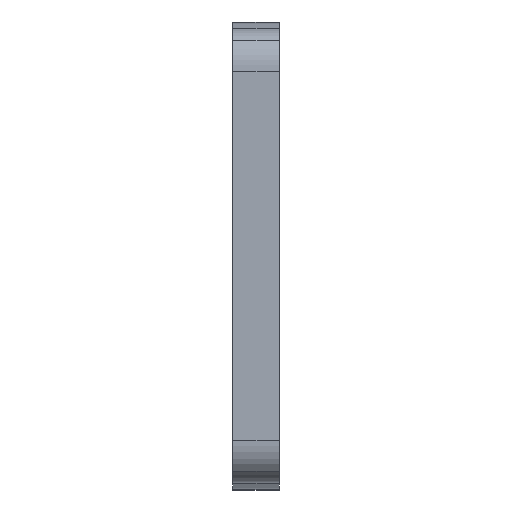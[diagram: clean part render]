
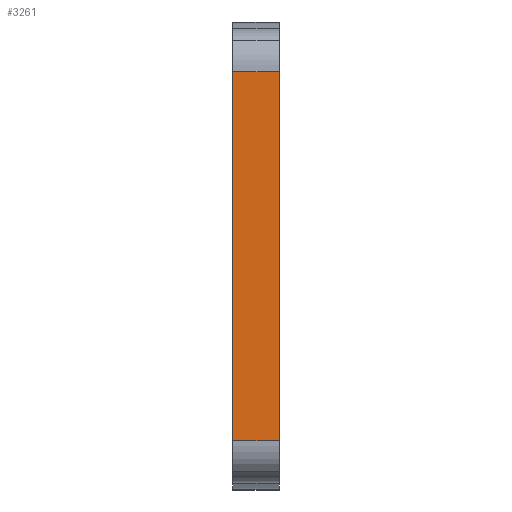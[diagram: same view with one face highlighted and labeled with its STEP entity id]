
A CAD part, left-side view. The second image highlights one B-rep face of the part: STEP entity #3261.
In plain terms, the highlighted planar face has unit normal (-1, 0, 0).
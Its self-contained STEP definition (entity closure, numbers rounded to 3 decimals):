
#60 = PLANE ( 'NONE',  #5880 ) ;
#419 = ORIENTED_EDGE ( 'NONE', *, *, #5369, .F. ) ;
#918 = ORIENTED_EDGE ( 'NONE', *, *, #5468, .F. ) ;
#962 = CARTESIAN_POINT ( 'NONE',  ( 19.277, 18., -16.487 ) ) ;
#1130 = EDGE_LOOP ( 'NONE', ( #1693, #419, #918, #4184 ) ) ;
#1149 = VERTEX_POINT ( 'NONE', #6273 ) ;
#1215 = CARTESIAN_POINT ( 'NONE',  ( 19.265, 18., -158.524 ) ) ;
#1231 = CARTESIAN_POINT ( 'NONE',  ( 19.265, 18., -158.524 ) ) ;
#1558 = DIRECTION ( 'NONE',  ( 0., 0., 1. ) ) ;
#1686 = CARTESIAN_POINT ( 'NONE',  ( 19.277, 0., -16.487 ) ) ;
#1693 = ORIENTED_EDGE ( 'NONE', *, *, #5658, .T. ) ;
#2193 = LINE ( 'NONE', #5486, #3024 ) ;
#2398 = FACE_OUTER_BOUND ( 'NONE', #1130, .T. ) ;
#2637 = DIRECTION ( 'NONE',  ( 0., -1., 0. ) ) ;
#2955 = VECTOR ( 'NONE', #1558, 1000. ) ;
#3024 = VECTOR ( 'NONE', #3736, 1000. ) ;
#3261 = ADVANCED_FACE ( 'NONE', ( #2398 ), #60, .F. ) ;
#3306 = CARTESIAN_POINT ( 'NONE',  ( 19.265, 0., -158.524 ) ) ;
#3733 = CARTESIAN_POINT ( 'NONE',  ( 19.265, 18., -158.524 ) ) ;
#3736 = DIRECTION ( 'NONE',  ( 0., -1., 0. ) ) ;
#3807 = VERTEX_POINT ( 'NONE', #3306 ) ;
#4044 = LINE ( 'NONE', #1231, #5313 ) ;
#4149 = EDGE_CURVE ( 'NONE', #6087, #3807, #2193, .T. ) ;
#4184 = ORIENTED_EDGE ( 'NONE', *, *, #4149, .T. ) ;
#4619 = DIRECTION ( 'NONE',  ( 1., 0., 0. ) ) ;
#5120 = DIRECTION ( 'NONE',  ( 0., 0., 1. ) ) ;
#5313 = VECTOR ( 'NONE', #5120, 1000. ) ;
#5369 = EDGE_CURVE ( 'NONE', #1149, #6922, #7201, .T. ) ;
#5468 = EDGE_CURVE ( 'NONE', #6087, #1149, #4044, .T. ) ;
#5486 = CARTESIAN_POINT ( 'NONE',  ( 19.265, 18., -158.524 ) ) ;
#5658 = EDGE_CURVE ( 'NONE', #3807, #6922, #6633, .T. ) ;
#5880 = AXIS2_PLACEMENT_3D ( 'NONE', #1215, #4619, #6881 ) ;
#6087 = VERTEX_POINT ( 'NONE', #3733 ) ;
#6273 = CARTESIAN_POINT ( 'NONE',  ( 19.277, 18., -16.487 ) ) ;
#6633 = LINE ( 'NONE', #6706, #2955 ) ;
#6706 = CARTESIAN_POINT ( 'NONE',  ( 19.265, 0., -158.524 ) ) ;
#6881 = DIRECTION ( 'NONE',  ( 0., 0., -1. ) ) ;
#6922 = VERTEX_POINT ( 'NONE', #1686 ) ;
#7201 = LINE ( 'NONE', #962, #7344 ) ;
#7344 = VECTOR ( 'NONE', #2637, 1000. ) ;
